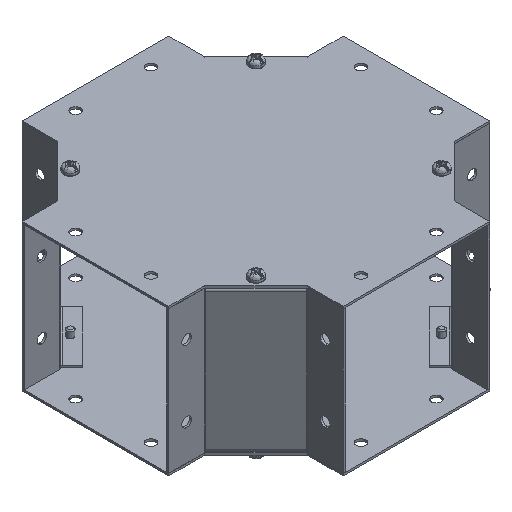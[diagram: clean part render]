
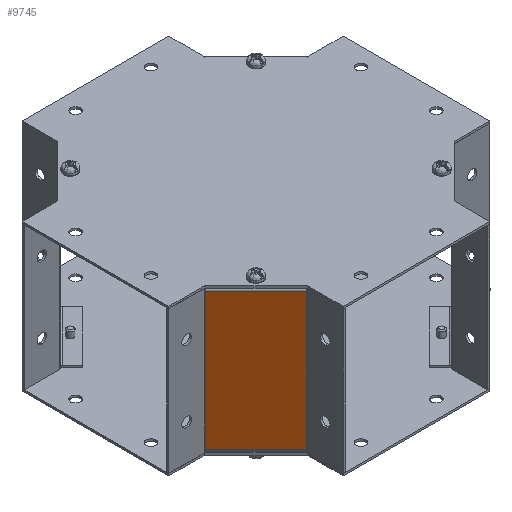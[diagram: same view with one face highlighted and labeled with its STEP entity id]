
A CAD part, isometric view. The second image highlights one B-rep face of the part: STEP entity #9745.
In plain terms, the highlighted planar face has unit normal (-0.707, -0.707, 0).
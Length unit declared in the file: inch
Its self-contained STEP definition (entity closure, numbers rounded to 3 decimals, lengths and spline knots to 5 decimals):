
#119 = EDGE_CURVE ( 'NONE', #1148, #15610, #21195, .T. ) ;
#141 = VECTOR ( 'NONE', #17450, 39.37008 ) ;
#226 = CARTESIAN_POINT ( 'NONE',  ( -2.06654, -3.49046, -3.914 ) ) ;
#732 = LINE ( 'NONE', #5762, #13371 ) ;
#733 = ORIENTED_EDGE ( 'NONE', *, *, #16037, .T. ) ;
#891 = ORIENTED_EDGE ( 'NONE', *, *, #2759, .T. ) ;
#1148 = VERTEX_POINT ( 'NONE', #7181 ) ;
#2354 = EDGE_CURVE ( 'NONE', #5077, #4969, #4284, .T. ) ;
#2502 = VERTEX_POINT ( 'NONE', #12535 ) ;
#2609 = VECTOR ( 'NONE', #17525, 39.37008 ) ;
#2759 = EDGE_CURVE ( 'NONE', #15610, #5077, #6160, .T. ) ;
#3209 = CARTESIAN_POINT ( 'NONE',  ( -3.49128, -2.06572, -3.914 ) ) ;
#4284 = LINE ( 'NONE', #19269, #14654 ) ;
#4569 = DIRECTION ( 'NONE',  ( 0., 0., -1. ) ) ;
#4689 = LINE ( 'NONE', #19323, #2609 ) ;
#4753 = DIRECTION ( 'NONE',  ( 0.707, -0.707, 0. ) ) ;
#4969 = VERTEX_POINT ( 'NONE', #16756 ) ;
#5065 = ORIENTED_EDGE ( 'NONE', *, *, #119, .T. ) ;
#5077 = VERTEX_POINT ( 'NONE', #226 ) ;
#5762 = CARTESIAN_POINT ( 'NONE',  ( -3.49122, -2.06578, -0.086 ) ) ;
#6160 = LINE ( 'NONE', #11669, #141 ) ;
#6348 = VECTOR ( 'NONE', #12419, 39.37008 ) ;
#6901 = CARTESIAN_POINT ( 'NONE',  ( -2.06649, -3.49051, -0.086 ) ) ;
#7181 = CARTESIAN_POINT ( 'NONE',  ( -3.49128, -2.06572, -3.914 ) ) ;
#7618 = VERTEX_POINT ( 'NONE', #6901 ) ;
#7868 = DIRECTION ( 'NONE',  ( 0.707, -0.707, 0. ) ) ;
#8485 = AXIS2_PLACEMENT_3D ( 'NONE', #19027, #9882, #7868 ) ;
#9745 = ADVANCED_FACE ( 'NONE', ( #20714 ), #11454, .T. ) ;
#9882 = DIRECTION ( 'NONE',  ( -0.707, -0.707, 0. ) ) ;
#9921 = CARTESIAN_POINT ( 'NONE',  ( -2.06649, -3.49051, -4. ) ) ;
#9981 = VECTOR ( 'NONE', #4569, 39.37008 ) ;
#10162 = DIRECTION ( 'NONE',  ( 0., 0., 1. ) ) ;
#10165 = EDGE_CURVE ( 'NONE', #22348, #1148, #10183, .T. ) ;
#10183 = LINE ( 'NONE', #11749, #9981 ) ;
#10251 = ORIENTED_EDGE ( 'NONE', *, *, #10165, .T. ) ;
#10539 = VERTEX_POINT ( 'NONE', #19438 ) ;
#11405 = DIRECTION ( 'NONE',  ( -0.707, 0.707, 0. ) ) ;
#11454 = PLANE ( 'NONE',  #8485 ) ;
#11669 = CARTESIAN_POINT ( 'NONE',  ( -1.3431, -4.2139, -3.914 ) ) ;
#11749 = CARTESIAN_POINT ( 'NONE',  ( -3.49128, -2.06572, -4. ) ) ;
#12419 = DIRECTION ( 'NONE',  ( 0.707, -0.707, 0. ) ) ;
#12535 = CARTESIAN_POINT ( 'NONE',  ( -2.06654, -3.49046, -0.086 ) ) ;
#12606 = EDGE_LOOP ( 'NONE', ( #20998, #15377, #733, #10251, #5065, #891, #21795, #19840 ) ) ;
#13371 = VECTOR ( 'NONE', #18950, 39.37008 ) ;
#14500 = CARTESIAN_POINT ( 'NONE',  ( -3.49128, -2.06572, -0.086 ) ) ;
#14654 = VECTOR ( 'NONE', #4753, 39.37008 ) ;
#14690 = CARTESIAN_POINT ( 'NONE',  ( -1.3431, -4.2139, -0.086 ) ) ;
#15377 = ORIENTED_EDGE ( 'NONE', *, *, #16381, .T. ) ;
#15610 = VERTEX_POINT ( 'NONE', #17699 ) ;
#16037 = EDGE_CURVE ( 'NONE', #10539, #22348, #732, .T. ) ;
#16381 = EDGE_CURVE ( 'NONE', #2502, #10539, #22356, .T. ) ;
#16756 = CARTESIAN_POINT ( 'NONE',  ( -2.06649, -3.49051, -3.914 ) ) ;
#17450 = DIRECTION ( 'NONE',  ( 0.707, -0.707, 0. ) ) ;
#17525 = DIRECTION ( 'NONE',  ( -0.707, 0.707, 0. ) ) ;
#17699 = CARTESIAN_POINT ( 'NONE',  ( -3.49122, -2.06578, -3.914 ) ) ;
#18950 = DIRECTION ( 'NONE',  ( -0.707, 0.707, 0. ) ) ;
#19027 = CARTESIAN_POINT ( 'NONE',  ( -1.3431, -4.2139, -4. ) ) ;
#19061 = LINE ( 'NONE', #9921, #23519 ) ;
#19269 = CARTESIAN_POINT ( 'NONE',  ( -2.06654, -3.49046, -3.914 ) ) ;
#19323 = CARTESIAN_POINT ( 'NONE',  ( -2.06654, -3.49046, -0.086 ) ) ;
#19438 = CARTESIAN_POINT ( 'NONE',  ( -3.49122, -2.06578, -0.086 ) ) ;
#19840 = ORIENTED_EDGE ( 'NONE', *, *, #23001, .T. ) ;
#20714 = FACE_OUTER_BOUND ( 'NONE', #12606, .T. ) ;
#20998 = ORIENTED_EDGE ( 'NONE', *, *, #21558, .T. ) ;
#21195 = LINE ( 'NONE', #3209, #6348 ) ;
#21558 = EDGE_CURVE ( 'NONE', #7618, #2502, #4689, .T. ) ;
#21795 = ORIENTED_EDGE ( 'NONE', *, *, #2354, .T. ) ;
#22254 = VECTOR ( 'NONE', #11405, 39.37008 ) ;
#22348 = VERTEX_POINT ( 'NONE', #14500 ) ;
#22356 = LINE ( 'NONE', #14690, #22254 ) ;
#23001 = EDGE_CURVE ( 'NONE', #4969, #7618, #19061, .T. ) ;
#23519 = VECTOR ( 'NONE', #10162, 39.37008 ) ;
